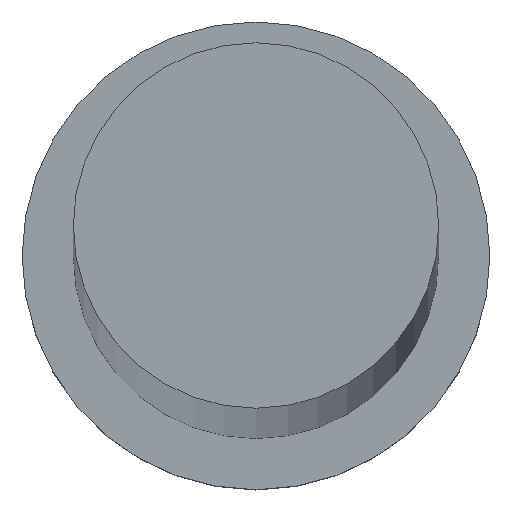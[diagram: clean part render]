
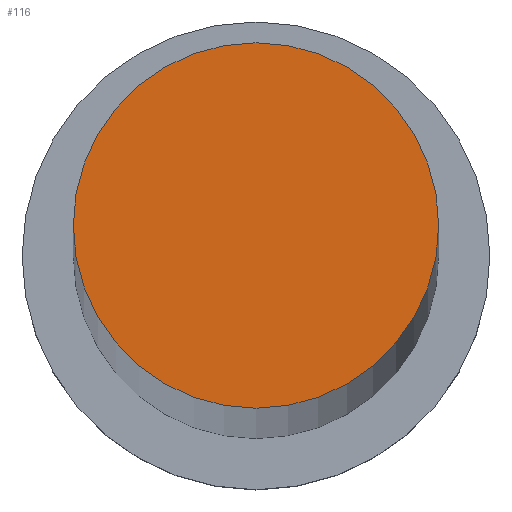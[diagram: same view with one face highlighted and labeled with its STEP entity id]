
A CAD part, top view. The second image highlights one B-rep face of the part: STEP entity #116.
In plain terms, the highlighted planar face has unit normal (0, 0, 1).
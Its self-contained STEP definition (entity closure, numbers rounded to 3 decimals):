
#5 = CARTESIAN_POINT ( 'NONE',  ( -12.5, 0., 1200. ) ) ;
#10 = AXIS2_PLACEMENT_3D ( 'NONE', #117, #175, #41 ) ;
#12 = DIRECTION ( 'NONE',  ( 0., 0., 1. ) ) ;
#32 = DIRECTION ( 'NONE',  ( 1., 0., 0. ) ) ;
#35 = ORIENTED_EDGE ( 'NONE', *, *, #103, .T. ) ;
#37 = AXIS2_PLACEMENT_3D ( 'NONE', #193, #12, #200 ) ;
#40 = CIRCLE ( 'NONE', #10, 12.5 ) ;
#41 = DIRECTION ( 'NONE',  ( 1., 0., 0. ) ) ;
#47 = FACE_OUTER_BOUND ( 'NONE', #131, .T. ) ;
#49 = CARTESIAN_POINT ( 'NONE',  ( 0., 0., 1200. ) ) ;
#81 = AXIS2_PLACEMENT_3D ( 'NONE', #49, #203, #32 ) ;
#91 = VERTEX_POINT ( 'NONE', #216 ) ;
#103 = EDGE_CURVE ( 'NONE', #91, #132, #40, .T. ) ;
#116 = ADVANCED_FACE ( 'NONE', ( #47 ), #177, .T. ) ;
#117 = CARTESIAN_POINT ( 'NONE',  ( 0., 0., 1200. ) ) ;
#131 = EDGE_LOOP ( 'NONE', ( #170, #35 ) ) ;
#132 = VERTEX_POINT ( 'NONE', #5 ) ;
#155 = CIRCLE ( 'NONE', #81, 12.5 ) ;
#170 = ORIENTED_EDGE ( 'NONE', *, *, #229, .T. ) ;
#175 = DIRECTION ( 'NONE',  ( 0., 0., 1. ) ) ;
#177 = PLANE ( 'NONE',  #37 ) ;
#193 = CARTESIAN_POINT ( 'NONE',  ( 0., 0., 1200. ) ) ;
#200 = DIRECTION ( 'NONE',  ( 1., 0., 0. ) ) ;
#203 = DIRECTION ( 'NONE',  ( 0., 0., 1. ) ) ;
#216 = CARTESIAN_POINT ( 'NONE',  ( 12.5, 0., 1200. ) ) ;
#229 = EDGE_CURVE ( 'NONE', #132, #91, #155, .T. ) ;
